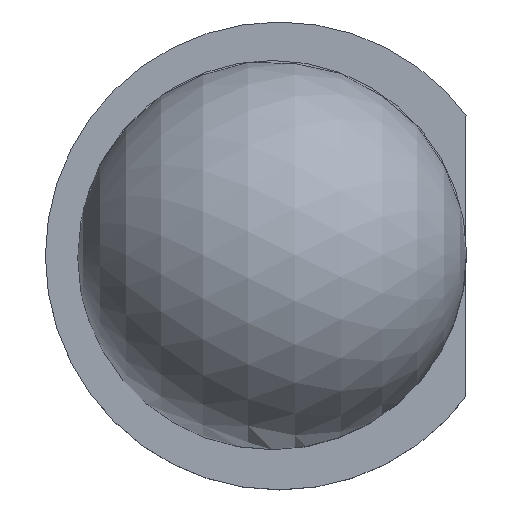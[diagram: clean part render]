
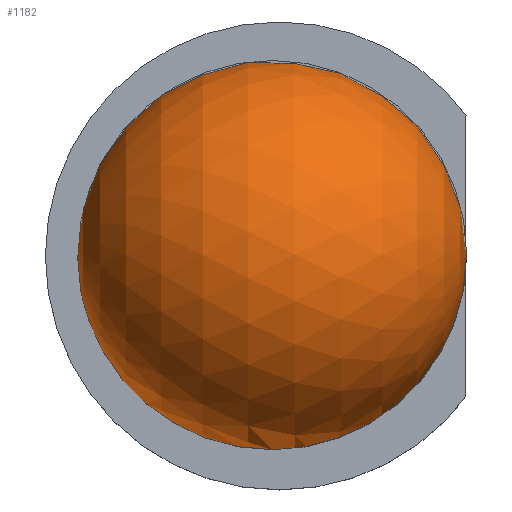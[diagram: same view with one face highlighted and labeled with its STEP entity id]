
A CAD part, top view. The second image highlights one B-rep face of the part: STEP entity #1182.
In plain terms, the highlighted spherical face has radius 2.5 mm.
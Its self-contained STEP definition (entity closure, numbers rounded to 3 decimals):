
#11=SPHERICAL_SURFACE('',#1337,2.5);
#18=CIRCLE('',#1338,2.5);
#158=FACE_OUTER_BOUND('',#219,.T.);
#219=EDGE_LOOP('',(#1043,#1044));
#606=VERTEX_POINT('',#2002);
#607=VERTEX_POINT('',#2003);
#754=EDGE_CURVE('',#606,#607,#18,.T.);
#1043=ORIENTED_EDGE('',*,*,#754,.T.);
#1044=ORIENTED_EDGE('',*,*,#754,.F.);
#1182=ADVANCED_FACE('',(#158),#11,.T.);
#1337=AXIS2_PLACEMENT_3D('',#2001,#1640,#1641);
#1338=AXIS2_PLACEMENT_3D('',#2004,#1642,#1643);
#1640=DIRECTION('center_axis',(1.,0.,0.));
#1641=DIRECTION('ref_axis',(0.,1.,0.));
#1642=DIRECTION('center_axis',(0.,0.,
-1.));
#1643=DIRECTION('ref_axis',(0.,-1.,0.));
#2001=CARTESIAN_POINT('Origin',(0.,0.,
0.));
#2002=CARTESIAN_POINT('',(2.5,0.,0.));
#2003=CARTESIAN_POINT('',(-2.5,0.,0.));
#2004=CARTESIAN_POINT('Origin',(0.,0.,
0.));
